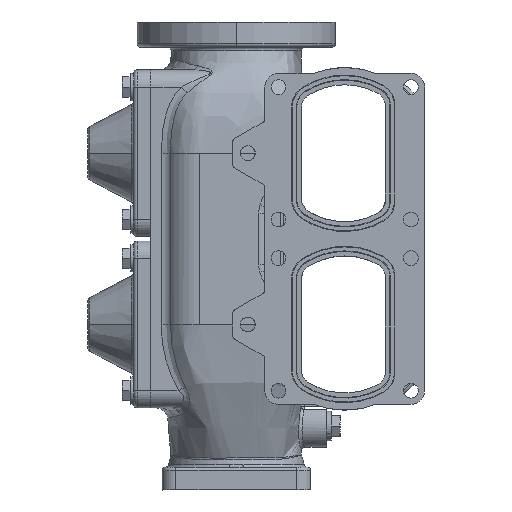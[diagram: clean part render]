
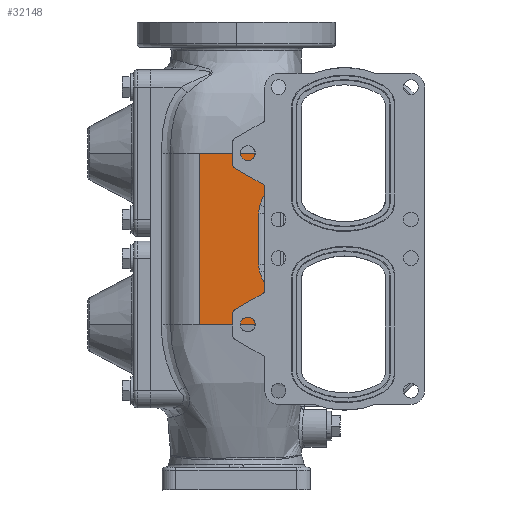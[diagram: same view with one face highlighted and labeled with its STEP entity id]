
A CAD part, left-side view. The second image highlights one B-rep face of the part: STEP entity #32148.
In plain terms, the highlighted planar face has unit normal (-1, 0, 0).
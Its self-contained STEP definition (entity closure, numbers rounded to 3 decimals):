
#27852 = AXIS2_PLACEMENT_3D ( 'NONE', #92536, #92571, #92572 ) ;
#29926 = B_SPLINE_CURVE_WITH_KNOTS ( 'NONE', 3,
 ( #104086, #104177, #104179, #104181 ),
 .UNSPECIFIED., .F., .F.,
 ( 4, 4 ),
 ( 0., 1. ),
 .UNSPECIFIED. ) ;
#29969 = B_SPLINE_CURVE_WITH_KNOTS ( 'NONE', 3,
 ( #109074, #109087, #109088, #109090, #109092, #109094 ),
 .UNSPECIFIED., .F., .F.,
 ( 4, 2, 4 ),
 ( 0., 0.003, 0.007 ),
 .UNSPECIFIED. ) ;
#29971 = B_SPLINE_CURVE_WITH_KNOTS ( 'NONE', 3,
 ( #109079, #109119, #109120, #109121, #109123, #109125 ),
 .UNSPECIFIED., .F., .F.,
 ( 4, 2, 4 ),
 ( 0., 0.003, 0.007 ),
 .UNSPECIFIED. ) ;
#32148 = ADVANCED_FACE ( 'NONE', ( #53922 ), #92557, .F. ) ;
#53922 = FACE_OUTER_BOUND ( 'NONE', #76613, .T. ) ;
#57199 =( BOUNDED_CURVE ( )  B_SPLINE_CURVE ( 3, ( #105668, #105673, #105674, #105675 ),
 .UNSPECIFIED., .F., .F. ) 
 B_SPLINE_CURVE_WITH_KNOTS ( ( 4, 4 ),
 ( 2.285, 2.656 ),
 .UNSPECIFIED. ) 
 CURVE ( )  GEOMETRIC_REPRESENTATION_ITEM ( )  RATIONAL_B_SPLINE_CURVE ( ( 1., 0.989, 0.989, 1. ) ) 
 REPRESENTATION_ITEM ( '' )  );
#57258 =( BOUNDED_CURVE ( )  B_SPLINE_CURVE ( 3, ( #109118, #109129, #109131, #109132, #109133, #109134, #109135, #109136, #109137, #109138, #109139, #109140, #109141, #109142, #109143 ),
 .UNSPECIFIED., .F., .F. ) 
 B_SPLINE_CURVE_WITH_KNOTS ( ( 4, 2, 1, 1, 1, 1, 1, 1, 1, 2, 4 ),
 ( 0.222, 0.222, 0.231, 0.236, 0.24, 0.311, 0.317, 0.322, 0.328, 0.333, 0.334 ),
 .UNSPECIFIED. ) 
 CURVE ( )  GEOMETRIC_REPRESENTATION_ITEM ( )  RATIONAL_B_SPLINE_CURVE ( ( 0.993, 0.994, 0.994, 1., 1., 1., 1., 1., 1., 1., 1., 1., 0.994, 0.993, 0.993 ) ) 
 REPRESENTATION_ITEM ( '' )  );
#57261 =( BOUNDED_CURVE ( )  B_SPLINE_CURVE ( 3, ( #108997, #109001, #109002, #109003 ),
 .UNSPECIFIED., .F., .F. ) 
 B_SPLINE_CURVE_WITH_KNOTS ( ( 4, 4 ),
 ( 0.486, 0.857 ),
 .UNSPECIFIED. ) 
 CURVE ( )  GEOMETRIC_REPRESENTATION_ITEM ( )  RATIONAL_B_SPLINE_CURVE ( ( 1., 0.989, 0.989, 1. ) ) 
 REPRESENTATION_ITEM ( '' )  );
#76613 = EDGE_LOOP ( 'NONE', ( #114522, #114530, #114513, #114507, #114494, #114500, #114487, #114491, #114457, #114461 ) ) ;
#92536 = CARTESIAN_POINT ( 'NONE',  ( -90., 89., 75. ) ) ;
#92557 = PLANE ( 'NONE',  #27852 ) ;
#92571 = DIRECTION ( 'NONE',  ( 1., 0., 0. ) ) ;
#92572 = DIRECTION ( 'NONE',  ( 0., 1., 0. ) ) ;
#104086 = CARTESIAN_POINT ( 'NONE',  ( -89.999, 89., -75. ) ) ;
#104177 = CARTESIAN_POINT ( 'NONE',  ( -90., 70., -75. ) ) ;
#104179 = CARTESIAN_POINT ( 'NONE',  ( -90., 51., -75. ) ) ;
#104181 = CARTESIAN_POINT ( 'NONE',  ( -90., 32., -75. ) ) ;
#105668 = CARTESIAN_POINT ( 'NONE',  ( -90., 36.336, 29.365 ) ) ;
#105673 = CARTESIAN_POINT ( 'NONE',  ( -90., 35.113, 33.49 ) ) ;
#105674 = CARTESIAN_POINT ( 'NONE',  ( -90., 33.651, 36.885 ) ) ;
#105675 = CARTESIAN_POINT ( 'NONE',  ( -90., 32., 39.432 ) ) ;
#107155 = VECTOR ( 'NONE', #108887, 1000. ) ;
#107162 = LINE ( 'NONE', #108875, #107155 ) ;
#107185 = LINE ( 'NONE', #109005, #107191 ) ;
#107189 = VECTOR ( 'NONE', #109098, 1000. ) ;
#107191 = VECTOR ( 'NONE', #109007, 1000. ) ;
#107195 = LINE ( 'NONE', #109097, #107189 ) ;
#107197 = VECTOR ( 'NONE', #109082, 1000. ) ;
#107201 = LINE ( 'NONE', #109046, #107197 ) ;
#108875 = CARTESIAN_POINT ( 'NONE',  ( -90., 32., 75. ) ) ;
#108887 = DIRECTION ( 'NONE',  ( 0., 0., -1. ) ) ;
#108997 = CARTESIAN_POINT ( 'NONE',  ( -90., 32., -39.432 ) ) ;
#109001 = CARTESIAN_POINT ( 'NONE',  ( -90., 33.651, -36.885 ) ) ;
#109002 = CARTESIAN_POINT ( 'NONE',  ( -90., 35.113, -33.49 ) ) ;
#109003 = CARTESIAN_POINT ( 'NONE',  ( -90., 36.336, -29.365 ) ) ;
#109005 = CARTESIAN_POINT ( 'NONE',  ( -90., 32., 75. ) ) ;
#109007 = DIRECTION ( 'NONE',  ( 0., 0., -1. ) ) ;
#109046 = CARTESIAN_POINT ( 'NONE',  ( -90., 89., 75. ) ) ;
#109074 = CARTESIAN_POINT ( 'NONE',  ( -90., 36.336, -29.365 ) ) ;
#109079 = CARTESIAN_POINT ( 'NONE',  ( -90., 37.247, 22.623 ) ) ;
#109082 = DIRECTION ( 'NONE',  ( 0., 0., -1. ) ) ;
#109087 = CARTESIAN_POINT ( 'NONE',  ( -90., 36.662, -28.265 ) ) ;
#109088 = CARTESIAN_POINT ( 'NONE',  ( -90., 36.884, -27.151 ) ) ;
#109090 = CARTESIAN_POINT ( 'NONE',  ( -90., 37.177, -24.902 ) ) ;
#109092 = CARTESIAN_POINT ( 'NONE',  ( -90., 37.247, -23.767 ) ) ;
#109094 = CARTESIAN_POINT ( 'NONE',  ( -90., 37.247, -22.623 ) ) ;
#109097 = CARTESIAN_POINT ( 'NONE',  ( -90., 37.247, 75. ) ) ;
#109098 = DIRECTION ( 'NONE',  ( 0., 0., 1. ) ) ;
#109118 = CARTESIAN_POINT ( 'NONE',  ( -89.999, 89., 75. ) ) ;
#109119 = CARTESIAN_POINT ( 'NONE',  ( -90., 37.247, 23.767 ) ) ;
#109120 = CARTESIAN_POINT ( 'NONE',  ( -90., 37.177, 24.902 ) ) ;
#109121 = CARTESIAN_POINT ( 'NONE',  ( -90., 36.884, 27.151 ) ) ;
#109123 = CARTESIAN_POINT ( 'NONE',  ( -90., 36.662, 28.265 ) ) ;
#109125 = CARTESIAN_POINT ( 'NONE',  ( -90., 36.336, 29.365 ) ) ;
#109129 = CARTESIAN_POINT ( 'NONE',  ( -90., 88.96, 75. ) ) ;
#109131 = CARTESIAN_POINT ( 'NONE',  ( -90., 88.919, 75. ) ) ;
#109132 = CARTESIAN_POINT ( 'NONE',  ( -90., 87.48, 75. ) ) ;
#109133 = CARTESIAN_POINT ( 'NONE',  ( -90., 85.2, 75. ) ) ;
#109134 = CARTESIAN_POINT ( 'NONE',  ( -90., 82.16, 75. ) ) ;
#109135 = CARTESIAN_POINT ( 'NONE',  ( -90., 68.48, 75. ) ) ;
#109136 = CARTESIAN_POINT ( 'NONE',  ( -90., 54.61, 75. ) ) ;
#109137 = CARTESIAN_POINT ( 'NONE',  ( -90., 40.55, 75. ) ) ;
#109138 = CARTESIAN_POINT ( 'NONE',  ( -90., 37.7, 75. ) ) ;
#109139 = CARTESIAN_POINT ( 'NONE',  ( -90., 34.85, 75. ) ) ;
#109140 = CARTESIAN_POINT ( 'NONE',  ( -90., 32.95, 75. ) ) ;
#109141 = CARTESIAN_POINT ( 'NONE',  ( -90., 32.081, 75. ) ) ;
#109142 = CARTESIAN_POINT ( 'NONE',  ( -90., 32.04, 75. ) ) ;
#109143 = CARTESIAN_POINT ( 'NONE',  ( -90., 32., 75. ) ) ;
#114457 = ORIENTED_EDGE ( 'NONE', *, *, #134136, .T. ) ;
#114461 = ORIENTED_EDGE ( 'NONE', *, *, #134137, .T. ) ;
#114487 = ORIENTED_EDGE ( 'NONE', *, *, #134130, .F. ) ;
#114491 = ORIENTED_EDGE ( 'NONE', *, *, #134129, .T. ) ;
#114494 = ORIENTED_EDGE ( 'NONE', *, *, #134135, .T. ) ;
#114500 = ORIENTED_EDGE ( 'NONE', *, *, #133863, .T. ) ;
#114507 = ORIENTED_EDGE ( 'NONE', *, *, #134141, .F. ) ;
#114513 = ORIENTED_EDGE ( 'NONE', *, *, #134107, .F. ) ;
#114522 = ORIENTED_EDGE ( 'NONE', *, *, #134140, .T. ) ;
#114530 = ORIENTED_EDGE ( 'NONE', *, *, #134074, .T. ) ;
#126322 = CARTESIAN_POINT ( 'NONE',  ( -90., 36.336, 29.365 ) ) ;
#126330 = CARTESIAN_POINT ( 'NONE',  ( -90., 32., 39.432 ) ) ;
#126374 = CARTESIAN_POINT ( 'NONE',  ( -90., 32., 75. ) ) ;
#126411 = CARTESIAN_POINT ( 'NONE',  ( -90., 32., -39.432 ) ) ;
#126413 = CARTESIAN_POINT ( 'NONE',  ( -90., 36.336, -29.365 ) ) ;
#126415 = CARTESIAN_POINT ( 'NONE',  ( -90., 37.247, -22.623 ) ) ;
#126417 = CARTESIAN_POINT ( 'NONE',  ( -90., 37.247, 22.623 ) ) ;
#126420 = CARTESIAN_POINT ( 'NONE',  ( -89.999, 89., 75. ) ) ;
#133863 = EDGE_CURVE ( 'NONE', #189856, #189855, #29926, .T. ) ;
#134074 = EDGE_CURVE ( 'NONE', #166034, #166037, #57199, .T. ) ;
#134107 = EDGE_CURVE ( 'NONE', #166055, #166037, #107162, .T. ) ;
#134129 = EDGE_CURVE ( 'NONE', #166069, #166070, #57261, .T. ) ;
#134130 = EDGE_CURVE ( 'NONE', #166069, #189855, #107185, .T. ) ;
#134135 = EDGE_CURVE ( 'NONE', #166073, #189856, #107201, .T. ) ;
#134136 = EDGE_CURVE ( 'NONE', #166070, #166071, #29969, .T. ) ;
#134137 = EDGE_CURVE ( 'NONE', #166071, #166072, #107195, .T. ) ;
#134140 = EDGE_CURVE ( 'NONE', #166072, #166034, #29971, .T. ) ;
#134141 = EDGE_CURVE ( 'NONE', #166073, #166055, #57258, .T. ) ;
#145269 = CARTESIAN_POINT ( 'NONE',  ( -90., 32., -75. ) ) ;
#145271 = CARTESIAN_POINT ( 'NONE',  ( -89.999, 89., -75. ) ) ;
#166034 = VERTEX_POINT ( 'NONE', #126322 ) ;
#166037 = VERTEX_POINT ( 'NONE', #126330 ) ;
#166055 = VERTEX_POINT ( 'NONE', #126374 ) ;
#166069 = VERTEX_POINT ( 'NONE', #126411 ) ;
#166070 = VERTEX_POINT ( 'NONE', #126413 ) ;
#166071 = VERTEX_POINT ( 'NONE', #126415 ) ;
#166072 = VERTEX_POINT ( 'NONE', #126417 ) ;
#166073 = VERTEX_POINT ( 'NONE', #126420 ) ;
#189855 = VERTEX_POINT ( 'NONE', #145269 ) ;
#189856 = VERTEX_POINT ( 'NONE', #145271 ) ;
